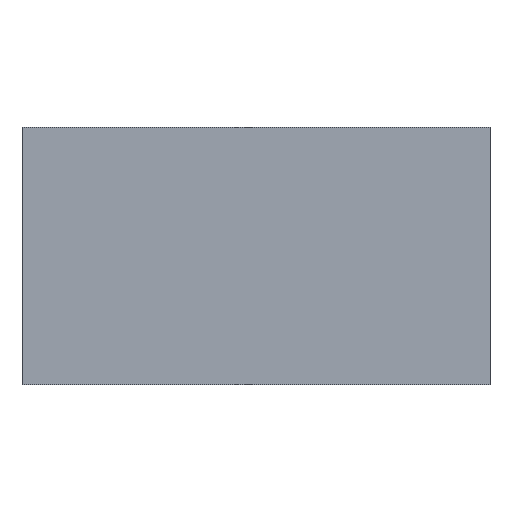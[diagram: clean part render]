
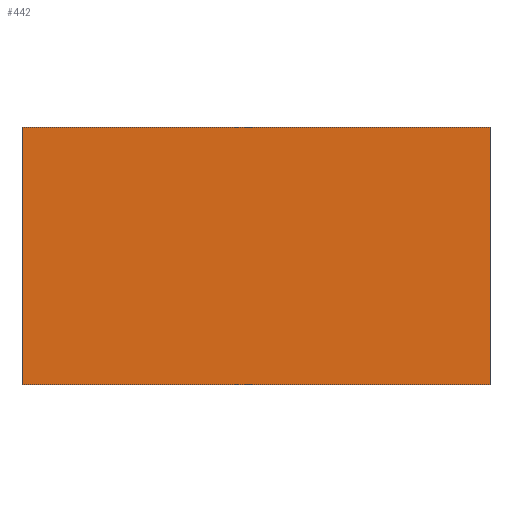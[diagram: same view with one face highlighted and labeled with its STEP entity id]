
A CAD part, top view. The second image highlights one B-rep face of the part: STEP entity #442.
In plain terms, the highlighted planar face has unit normal (0, 0, 1).
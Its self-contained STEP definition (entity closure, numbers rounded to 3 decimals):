
#35 = ORIENTED_EDGE ( 'NONE', *, *, #1046, .T. ) ;
#63 = VERTEX_POINT ( 'NONE', #1067 ) ;
#106 = PLANE ( 'NONE',  #253 ) ;
#112 = DIRECTION ( 'NONE',  ( -1., 0., 0. ) ) ;
#166 = CARTESIAN_POINT ( 'NONE',  ( -17.75, -9.775, 1.2 ) ) ;
#194 = VECTOR ( 'NONE', #1000, 1000. ) ;
#238 = VERTEX_POINT ( 'NONE', #429 ) ;
#243 = CARTESIAN_POINT ( 'NONE',  ( -17.75, 9.775, 1.2 ) ) ;
#253 = AXIS2_PLACEMENT_3D ( 'NONE', #784, #613, #112 ) ;
#254 = LINE ( 'NONE', #166, #617 ) ;
#318 = CARTESIAN_POINT ( 'NONE',  ( 17.75, -9.775, 1.2 ) ) ;
#323 = DIRECTION ( 'NONE',  ( -1., 0., 0. ) ) ;
#401 = DIRECTION ( 'NONE',  ( 1., 0., 0. ) ) ;
#425 = CARTESIAN_POINT ( 'NONE',  ( -17.75, -9.775, 1.2 ) ) ;
#429 = CARTESIAN_POINT ( 'NONE',  ( 17.75, 9.775, 1.2 ) ) ;
#442 = ADVANCED_FACE ( 'NONE', ( #551 ), #106, .F. ) ;
#447 = VERTEX_POINT ( 'NONE', #921 ) ;
#457 = ORIENTED_EDGE ( 'NONE', *, *, #863, .T. ) ;
#506 = DIRECTION ( 'NONE',  ( 0., -1., 0. ) ) ;
#551 = FACE_OUTER_BOUND ( 'NONE', #580, .T. ) ;
#580 = EDGE_LOOP ( 'NONE', ( #457, #1032, #35, #1050 ) ) ;
#613 = DIRECTION ( 'NONE',  ( 0., 0., -1. ) ) ;
#617 = VECTOR ( 'NONE', #401, 1000. ) ;
#763 = LINE ( 'NONE', #318, #194 ) ;
#784 = CARTESIAN_POINT ( 'NONE',  ( 0., 0., 1.2 ) ) ;
#847 = VECTOR ( 'NONE', #323, 1000. ) ;
#851 = VECTOR ( 'NONE', #506, 1000. ) ;
#852 = CARTESIAN_POINT ( 'NONE',  ( -17.75, -9.775, 1.2 ) ) ;
#863 = EDGE_CURVE ( 'NONE', #447, #238, #763, .T. ) ;
#887 = EDGE_CURVE ( 'NONE', #1026, #447, #254, .T. ) ;
#915 = EDGE_CURVE ( 'NONE', #238, #63, #1076, .T. ) ;
#921 = CARTESIAN_POINT ( 'NONE',  ( 17.75, -9.775, 1.2 ) ) ;
#929 = LINE ( 'NONE', #852, #851 ) ;
#1000 = DIRECTION ( 'NONE',  ( 0., 1., 0. ) ) ;
#1026 = VERTEX_POINT ( 'NONE', #425 ) ;
#1032 = ORIENTED_EDGE ( 'NONE', *, *, #915, .T. ) ;
#1046 = EDGE_CURVE ( 'NONE', #63, #1026, #929, .T. ) ;
#1050 = ORIENTED_EDGE ( 'NONE', *, *, #887, .T. ) ;
#1067 = CARTESIAN_POINT ( 'NONE',  ( -17.75, 9.775, 1.2 ) ) ;
#1076 = LINE ( 'NONE', #243, #847 ) ;
